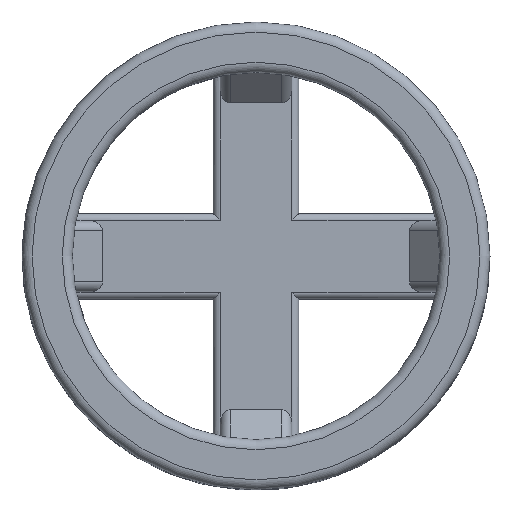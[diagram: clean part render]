
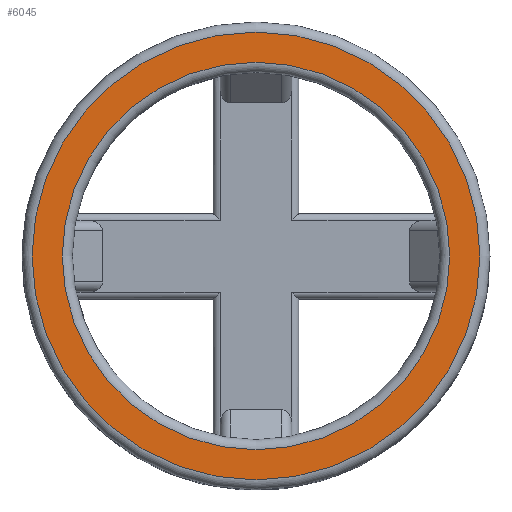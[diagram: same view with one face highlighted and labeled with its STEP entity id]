
A CAD part, top view. The second image highlights one B-rep face of the part: STEP entity #6045.
In plain terms, the highlighted planar face has unit normal (0, 0, 1).
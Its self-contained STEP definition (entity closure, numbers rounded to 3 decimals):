
#1121 = TOROIDAL_SURFACE('',#1122,19.25,1.);
#1122 = AXIS2_PLACEMENT_3D('',#1123,#1124,#1125);
#1123 = CARTESIAN_POINT('',(0.,0.,21.));
#1124 = DIRECTION('',(0.,0.,1.));
#1125 = DIRECTION('',(1.,0.,-0.));
#4677 = VERTEX_POINT('',#4678);
#4678 = CARTESIAN_POINT('',(19.25,0.,22.));
#4698 = EDGE_CURVE('',#4677,#4677,#4699,.T.);
#4699 = SURFACE_CURVE('',#4700,(#4705,#4712),.PCURVE_S1.);
#4700 = CIRCLE('',#4701,19.25);
#4701 = AXIS2_PLACEMENT_3D('',#4702,#4703,#4704);
#4702 = CARTESIAN_POINT('',(0.,0.,22.));
#4703 = DIRECTION('',(0.,0.,1.));
#4704 = DIRECTION('',(1.,0.,-0.));
#4705 = PCURVE('',#1121,#4706);
#4706 = DEFINITIONAL_REPRESENTATION('',(#4707),#4711);
#4707 = LINE('',#4708,#4709);
#4708 = CARTESIAN_POINT('',(0.,1.571));
#4709 = VECTOR('',#4710,1.);
#4710 = DIRECTION('',(1.,0.));
#4711 = ( GEOMETRIC_REPRESENTATION_CONTEXT(2) 
PARAMETRIC_REPRESENTATION_CONTEXT() REPRESENTATION_CONTEXT('2D SPACE',''
  ) );
#4712 = PCURVE('',#4713,#4718);
#4713 = PLANE('',#4714);
#4714 = AXIS2_PLACEMENT_3D('',#4715,#4716,#4717);
#4715 = CARTESIAN_POINT('',(0.,0.,22.)
  );
#4716 = DIRECTION('',(0.,0.,1.));
#4717 = DIRECTION('',(1.,0.,-0.));
#4718 = DEFINITIONAL_REPRESENTATION('',(#4719),#4723);
#4719 = CIRCLE('',#4720,19.25);
#4720 = AXIS2_PLACEMENT_2D('',#4721,#4722);
#4721 = CARTESIAN_POINT('',(0.,0.));
#4722 = DIRECTION('',(1.,0.));
#4723 = ( GEOMETRIC_REPRESENTATION_CONTEXT(2) 
PARAMETRIC_REPRESENTATION_CONTEXT() REPRESENTATION_CONTEXT('2D SPACE',''
  ) );
#6045 = ADVANCED_FACE('',(#6046,#6077),#4713,.T.);
#6046 = FACE_BOUND('',#6047,.T.);
#6047 = EDGE_LOOP('',(#6048));
#6048 = ORIENTED_EDGE('',*,*,#6049,.T.);
#6049 = EDGE_CURVE('',#6050,#6050,#6052,.T.);
#6050 = VERTEX_POINT('',#6051);
#6051 = CARTESIAN_POINT('',(22.25,0.,22.));
#6052 = SURFACE_CURVE('',#6053,(#6058,#6065),.PCURVE_S1.);
#6053 = CIRCLE('',#6054,22.25);
#6054 = AXIS2_PLACEMENT_3D('',#6055,#6056,#6057);
#6055 = CARTESIAN_POINT('',(0.,0.,22.));
#6056 = DIRECTION('',(0.,0.,1.));
#6057 = DIRECTION('',(1.,0.,-0.));
#6058 = PCURVE('',#4713,#6059);
#6059 = DEFINITIONAL_REPRESENTATION('',(#6060),#6064);
#6060 = CIRCLE('',#6061,22.25);
#6061 = AXIS2_PLACEMENT_2D('',#6062,#6063);
#6062 = CARTESIAN_POINT('',(0.,0.));
#6063 = DIRECTION('',(1.,0.));
#6064 = ( GEOMETRIC_REPRESENTATION_CONTEXT(2) 
PARAMETRIC_REPRESENTATION_CONTEXT() REPRESENTATION_CONTEXT('2D SPACE',''
  ) );
#6065 = PCURVE('',#6066,#6071);
#6066 = TOROIDAL_SURFACE('',#6067,22.25,1.);
#6067 = AXIS2_PLACEMENT_3D('',#6068,#6069,#6070);
#6068 = CARTESIAN_POINT('',(0.,0.,21.));
#6069 = DIRECTION('',(0.,0.,1.));
#6070 = DIRECTION('',(1.,0.,-0.));
#6071 = DEFINITIONAL_REPRESENTATION('',(#6072),#6076);
#6072 = LINE('',#6073,#6074);
#6073 = CARTESIAN_POINT('',(0.,1.571));
#6074 = VECTOR('',#6075,1.);
#6075 = DIRECTION('',(1.,0.));
#6076 = ( GEOMETRIC_REPRESENTATION_CONTEXT(2) 
PARAMETRIC_REPRESENTATION_CONTEXT() REPRESENTATION_CONTEXT('2D SPACE',''
  ) );
#6077 = FACE_BOUND('',#6078,.T.);
#6078 = EDGE_LOOP('',(#6079));
#6079 = ORIENTED_EDGE('',*,*,#4698,.F.);
